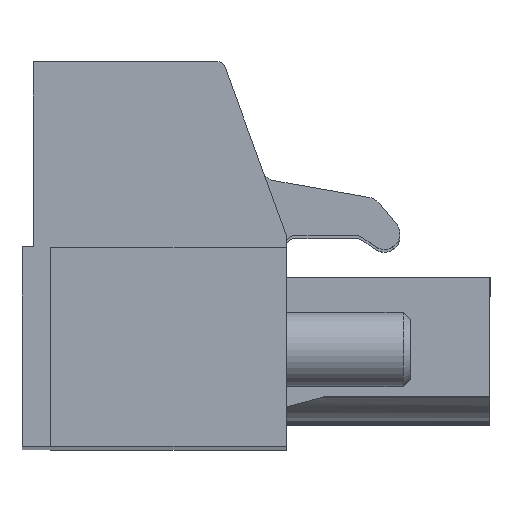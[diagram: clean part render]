
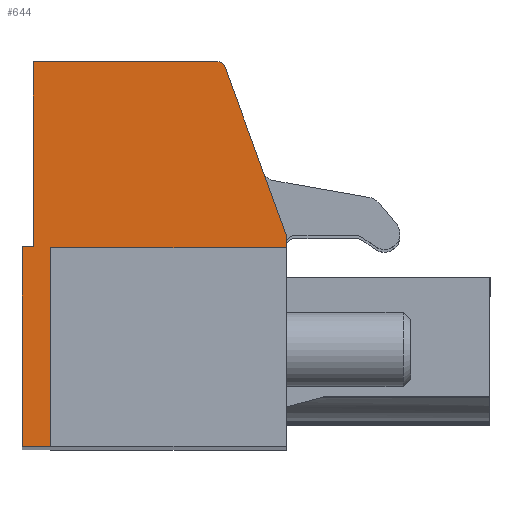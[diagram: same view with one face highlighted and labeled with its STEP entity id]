
A CAD part, top view. The second image highlights one B-rep face of the part: STEP entity #644.
In plain terms, the highlighted planar face has unit normal (0, 0, 1).
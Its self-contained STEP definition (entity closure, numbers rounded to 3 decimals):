
#644 = ADVANCED_FACE( '', ( #1842 ), #1843, .T. );
#1842 = FACE_OUTER_BOUND( '', #3787, .T. );
#1843 = PLANE( '', #3788 );
#3787 = EDGE_LOOP( '', ( #5810, #5811, #5812, #5813, #5814, #5815, #5816, #5817, #5818, #5819 ) );
#3788 = AXIS2_PLACEMENT_3D( '', #5820, #5821, #5822 );
#5810 = ORIENTED_EDGE( '', *, *, #10462, .T. );
#5811 = ORIENTED_EDGE( '', *, *, #10463, .T. );
#5812 = ORIENTED_EDGE( '', *, *, #10464, .F. );
#5813 = ORIENTED_EDGE( '', *, *, #10465, .F. );
#5814 = ORIENTED_EDGE( '', *, *, #10466, .T. );
#5815 = ORIENTED_EDGE( '', *, *, #10467, .T. );
#5816 = ORIENTED_EDGE( '', *, *, #10468, .F. );
#5817 = ORIENTED_EDGE( '', *, *, #10469, .T. );
#5818 = ORIENTED_EDGE( '', *, *, #10470, .T. );
#5819 = ORIENTED_EDGE( '', *, *, #10471, .T. );
#5820 = CARTESIAN_POINT( '', ( 255.242, 210.642, 171.12 ) );
#5821 = DIRECTION( '', ( 0., 0., 1. ) );
#5822 = DIRECTION( '', ( 1., 0., 0. ) );
#10462 = EDGE_CURVE( '', #12314, #12315, #12316, .T. );
#10463 = EDGE_CURVE( '', #12315, #12317, #12318, .T. );
#10464 = EDGE_CURVE( '', #12319, #12317, #12320, .T. );
#10465 = EDGE_CURVE( '', #12321, #12319, #12322, .T. );
#10466 = EDGE_CURVE( '', #12321, #12323, #12324, .T. );
#10467 = EDGE_CURVE( '', #12323, #12325, #12326, .T. );
#10468 = EDGE_CURVE( '', #12327, #12325, #12328, .T. );
#10469 = EDGE_CURVE( '', #12327, #12329, #12330, .T. );
#10470 = EDGE_CURVE( '', #12329, #12331, #12332, .T. );
#10471 = EDGE_CURVE( '', #12331, #12314, #12333, .T. );
#12314 = VERTEX_POINT( '', #14984 );
#12315 = VERTEX_POINT( '', #14985 );
#12316 = LINE( '', #14986, #14987 );
#12317 = VERTEX_POINT( '', #14988 );
#12318 = LINE( '', #14989, #14990 );
#12319 = VERTEX_POINT( '', #14991 );
#12320 = LINE( '', #14992, #14993 );
#12321 = VERTEX_POINT( '', #14994 );
#12322 = LINE( '', #14995, #14996 );
#12323 = VERTEX_POINT( '', #14997 );
#12324 = LINE( '', #14998, #14999 );
#12325 = VERTEX_POINT( '', #15000 );
#12326 = LINE( '', #15001, #15002 );
#12327 = VERTEX_POINT( '', #15003 );
#12328 = CIRCLE( '', #15004, 0.3 );
#12329 = VERTEX_POINT( '', #15005 );
#12330 = LINE( '', #15006, #15007 );
#12331 = VERTEX_POINT( '', #15008 );
#12332 = LINE( '', #15009, #15010 );
#12333 = LINE( '', #15011, #15012 );
#14984 = CARTESIAN_POINT( '', ( 254.742, 204.092, 171.12 ) );
#14985 = CARTESIAN_POINT( '', ( 254.742, 196.042, 171.12 ) );
#14986 = CARTESIAN_POINT( '', ( 254.742, 196.742, 171.12 ) );
#14987 = VECTOR( '', #18406, 1000. );
#14988 = CARTESIAN_POINT( '', ( 255.892, 196.042, 171.12 ) );
#14989 = CARTESIAN_POINT( '', ( 265.392, 196.042, 171.12 ) );
#14990 = VECTOR( '', #18407, 1000. );
#14991 = CARTESIAN_POINT( '', ( 255.892, 204.042, 171.12 ) );
#14992 = CARTESIAN_POINT( '', ( 255.892, 196.042, 171.12 ) );
#14993 = VECTOR( '', #18408, 1000. );
#14994 = CARTESIAN_POINT( '', ( 265.392, 204.042, 171.12 ) );
#14995 = CARTESIAN_POINT( '', ( 256.392, 204.042, 171.12 ) );
#14996 = VECTOR( '', #18409, 1000. );
#14997 = CARTESIAN_POINT( '', ( 265.392, 204.542, 171.12 ) );
#14998 = CARTESIAN_POINT( '', ( 265.392, 197.642, 171.12 ) );
#14999 = VECTOR( '', #18410, 1000. );
#15000 = CARTESIAN_POINT( '', ( 262.916, 211.344, 171.12 ) );
#15001 = CARTESIAN_POINT( '', ( 265.523, 204.18, 171.12 ) );
#15002 = VECTOR( '', #18411, 1000. );
#15003 = CARTESIAN_POINT( '', ( 262.634, 211.542, 171.12 ) );
#15004 = AXIS2_PLACEMENT_3D( '', #18412, #18413, #18414 );
#15005 = CARTESIAN_POINT( '', ( 255.192, 211.542, 171.12 ) );
#15006 = CARTESIAN_POINT( '', ( 255.042, 211.542, 171.12 ) );
#15007 = VECTOR( '', #18415, 1000. );
#15008 = CARTESIAN_POINT( '', ( 255.192, 204.092, 171.12 ) );
#15009 = CARTESIAN_POINT( '', ( 255.192, 203.542, 171.12 ) );
#15010 = VECTOR( '', #18416, 1000. );
#15011 = CARTESIAN_POINT( '', ( 254.742, 204.092, 171.12 ) );
#15012 = VECTOR( '', #18417, 1000. );
#18406 = DIRECTION( '', ( 0., -1., 0. ) );
#18407 = DIRECTION( '', ( 1., 0., 0. ) );
#18408 = DIRECTION( '', ( 0., -1., 0. ) );
#18409 = DIRECTION( '', ( -1., 0., 0. ) );
#18410 = DIRECTION( '', ( 0., 1., 0. ) );
#18411 = DIRECTION( '', ( -0.342, 0.94, 0. ) );
#18412 = CARTESIAN_POINT( '', ( 262.634, 211.242, 171.12 ) );
#18413 = DIRECTION( '', ( 0., 0., -1. ) );
#18414 = DIRECTION( '', ( -1., 0., 0. ) );
#18415 = DIRECTION( '', ( -1., 0., 0. ) );
#18416 = DIRECTION( '', ( 0., -1., 0. ) );
#18417 = DIRECTION( '', ( -1., 0., 0. ) );
